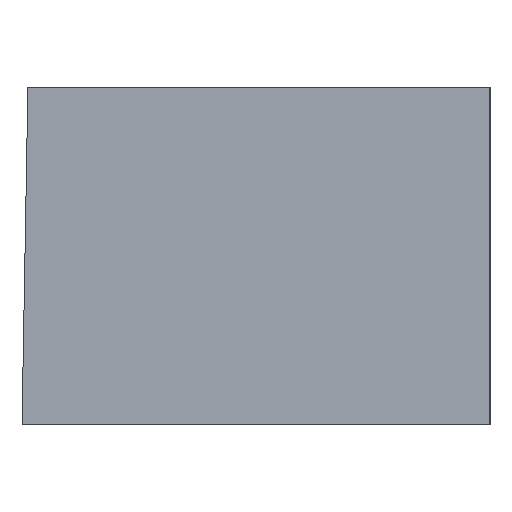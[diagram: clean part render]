
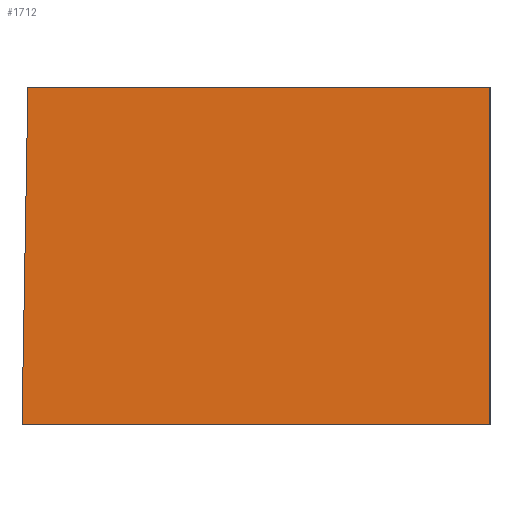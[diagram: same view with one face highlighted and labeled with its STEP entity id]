
A CAD part, left-side view. The second image highlights one B-rep face of the part: STEP entity #1712.
In plain terms, the highlighted planar face has unit normal (-1, 0, 0.018).
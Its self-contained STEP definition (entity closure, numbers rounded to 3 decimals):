
#442 = LINE ( 'NONE', #7412, #506 ) ;
#506 = VECTOR ( 'NONE', #8286, 1000. ) ;
#717 = EDGE_CURVE ( 'NONE', #5794, #7656, #442, .T. ) ;
#801 = CARTESIAN_POINT ( 'NONE',  ( -8.55, 11.1, 0. ) ) ;
#1382 = DIRECTION ( 'NONE',  ( -0.017, 0., -1. ) ) ;
#1712 = ADVANCED_FACE ( 'NONE', ( #7749 ), #3996, .T. ) ;
#2735 = VECTOR ( 'NONE', #1382, 1000. ) ;
#2770 = LINE ( 'NONE', #6797, #2735 ) ;
#2824 = EDGE_CURVE ( 'NONE', #7605, #4475, #6721, .T. ) ;
#3951 = CARTESIAN_POINT ( 'NONE',  ( -8.41, 0., 8. ) ) ;
#3966 = DIRECTION ( 'NONE',  ( 0.017, 0., 1. ) ) ;
#3996 = PLANE ( 'NONE',  #7968 ) ;
#4031 = DIRECTION ( 'NONE',  ( -1., 0., 0.017 ) ) ;
#4128 = ORIENTED_EDGE ( 'NONE', *, *, #7440, .F. ) ;
#4197 = CARTESIAN_POINT ( 'NONE',  ( -8.55, 0., 0. ) ) ;
#4234 = ORIENTED_EDGE ( 'NONE', *, *, #717, .F. ) ;
#4274 = ORIENTED_EDGE ( 'NONE', *, *, #5555, .F. ) ;
#4298 = ORIENTED_EDGE ( 'NONE', *, *, #2824, .F. ) ;
#4475 = VERTEX_POINT ( 'NONE', #801 ) ;
#4909 = VECTOR ( 'NONE', #8434, 1000. ) ;
#4916 = LINE ( 'NONE', #6087, #4909 ) ;
#5360 = CARTESIAN_POINT ( 'NONE',  ( -8.55, 0., 0. ) ) ;
#5555 = EDGE_CURVE ( 'NONE', #4475, #5794, #4916, .T. ) ;
#5794 = VERTEX_POINT ( 'NONE', #6291 ) ;
#5984 = CARTESIAN_POINT ( 'NONE',  ( -8.55, 0., 0. ) ) ;
#6087 = CARTESIAN_POINT ( 'NONE',  ( -8.545, 11.095, 0.298 ) ) ;
#6291 = CARTESIAN_POINT ( 'NONE',  ( -8.41, 10.96, 8. ) ) ;
#6461 = EDGE_LOOP ( 'NONE', ( #4128, #4234, #4274, #4298 ) ) ;
#6655 = VECTOR ( 'NONE', #9804, 1000. ) ;
#6721 = LINE ( 'NONE', #5984, #6655 ) ;
#6797 = CARTESIAN_POINT ( 'NONE',  ( -8.545, 0., 0.298 ) ) ;
#7412 = CARTESIAN_POINT ( 'NONE',  ( -8.41, 11.1, 8. ) ) ;
#7440 = EDGE_CURVE ( 'NONE', #7656, #7605, #2770, .T. ) ;
#7605 = VERTEX_POINT ( 'NONE', #5360 ) ;
#7656 = VERTEX_POINT ( 'NONE', #3951 ) ;
#7749 = FACE_OUTER_BOUND ( 'NONE', #6461, .T. ) ;
#7968 = AXIS2_PLACEMENT_3D ( 'NONE', #4197, #4031, #3966 ) ;
#8286 = DIRECTION ( 'NONE',  ( 0., -1., 0. ) ) ;
#8434 = DIRECTION ( 'NONE',  ( 0.017, -0.017, 1. ) ) ;
#9804 = DIRECTION ( 'NONE',  ( 0., 1., 0. ) ) ;
